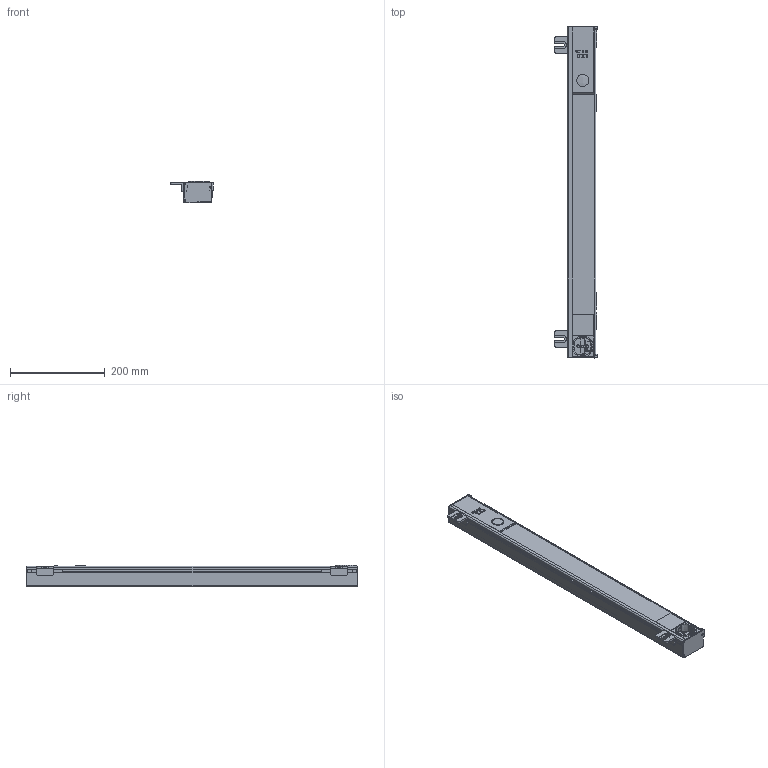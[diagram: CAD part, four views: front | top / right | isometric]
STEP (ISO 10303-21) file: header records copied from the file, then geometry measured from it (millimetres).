
FILE_DESCRIPTION(/* description */ (''),/* implementation_level */ '2;1');
FILE_NAME(/* name */ '110041_LED-A-700-ST-E-R-VX.stp',/* time_stamp */ '2022-05-15T11:41:51+02:00',/* author */ ('CAD'),/* organization */ (''),/* preprocessor_version */ 'ST-DEVELOPER v15.6',/* originating_system */ 'Autodesk Inventor 2015',/* authorisation */ '');
FILE_SCHEMA (('AUTOMOTIVE_DESIGN { 1 0 10303 214 3 1 1 }'));
Products named in the file (1): 110041_LED-A-700-ST-E-R-VX_Shrinkwrap_1
Bounding box: 90 x 700 x 45.2 mm (x, y, z)
Surface area: 266771.7 mm2 (no closed solid volume)
Topology: 0 solids, 75 shells, 1983 faces, 6419 edges, 4490 vertices
Faces by surface type: plane 1514, cylinder 349, bspline 60, cone 43, sphere 17
Full cylindrical faces by diameter (mm): 2.797 x1, 2.8 x1
Entity records: 73408 total; most frequent: CARTESIAN_POINT 16644, ORIENTED_EDGE 11368, DIRECTION 10950, EDGE_CURVE 6404, LINE 5258, VECTOR 5258, VERTEX_POINT 4490, AXIS2_PLACEMENT_3D 2846
